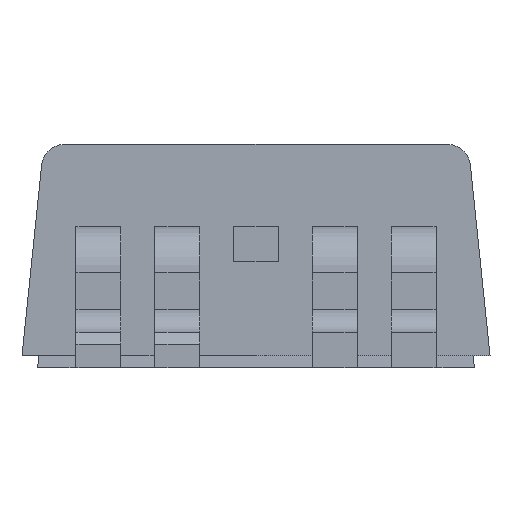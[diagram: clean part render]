
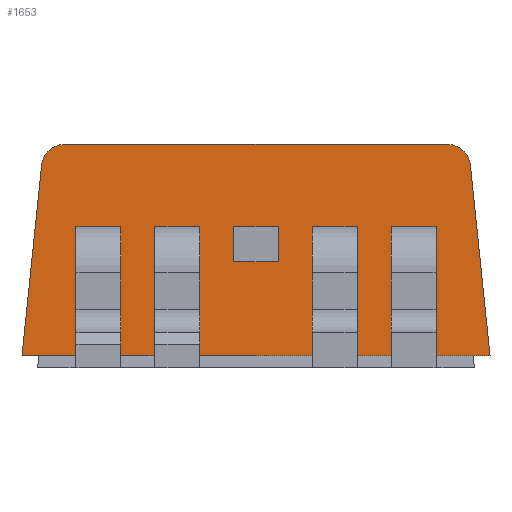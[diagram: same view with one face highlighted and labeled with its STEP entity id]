
A CAD part, front view. The second image highlights one B-rep face of the part: STEP entity #1653.
In plain terms, the highlighted planar face has unit normal (0, -1, 0).
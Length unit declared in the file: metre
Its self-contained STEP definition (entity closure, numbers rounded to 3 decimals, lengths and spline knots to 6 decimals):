
#89=CIRCLE('',#1866,0.0005);
#90=CIRCLE('',#1867,0.0005);
#503=ORIENTED_EDGE('',*,*,#760,.T.);
#504=ORIENTED_EDGE('',*,*,#761,.T.);
#505=ORIENTED_EDGE('',*,*,#762,.F.);
#506=ORIENTED_EDGE('',*,*,#763,.T.);
#507=ORIENTED_EDGE('',*,*,#764,.T.);
#508=ORIENTED_EDGE('',*,*,#765,.T.);
#760=EDGE_CURVE('',#921,#922,#1108,.F.);
#761=EDGE_CURVE('',#922,#923,#89,.F.);
#762=EDGE_CURVE('',#924,#923,#1109,.T.);
#763=EDGE_CURVE('',#924,#925,#90,.F.);
#764=EDGE_CURVE('',#925,#926,#1110,.T.);
#765=EDGE_CURVE('',#926,#921,#1111,.T.);
#921=VERTEX_POINT('',#2789);
#922=VERTEX_POINT('',#2790);
#923=VERTEX_POINT('',#2792);
#924=VERTEX_POINT('',#2794);
#925=VERTEX_POINT('',#2796);
#926=VERTEX_POINT('',#2798);
#1108=LINE('',#2788,#1296);
#1109=LINE('',#2793,#1297);
#1110=LINE('',#2797,#1298);
#1111=LINE('',#2799,#1299);
#1296=VECTOR('',#2301,1.);
#1297=VECTOR('',#2304,1.);
#1298=VECTOR('',#2307,1.);
#1299=VECTOR('',#2308,1.);
#1394=EDGE_LOOP('',(#503,#504,#505,#506,#507,#508));
#1488=FACE_BOUND('',#1394,.T.);
#1566=PLANE('',#1865);
#1653=ADVANCED_FACE('',(#1488),#1566,.F.);
#1865=AXIS2_PLACEMENT_3D('',#2787,#2299,#2300);
#1866=AXIS2_PLACEMENT_3D('',#2791,#2302,#2303);
#1867=AXIS2_PLACEMENT_3D('',#2795,#2305,#2306);
#2299=DIRECTION('',(0.,1.,0.));
#2300=DIRECTION('',(-1.,0.,0.));
#2301=DIRECTION('',(0.102,0.,-0.995));
#2302=DIRECTION('',(0.,1.,0.));
#2303=DIRECTION('',(-1.,0.,0.));
#2304=DIRECTION('',(1.,0.,0.));
#2305=DIRECTION('',(0.,1.,0.));
#2306=DIRECTION('',(-1.,0.,0.));
#2307=DIRECTION('',(-0.102,0.,-0.995));
#2308=DIRECTION('',(1.,0.,0.));
#2787=CARTESIAN_POINT('',(0.,-0.00432,0.004824));
#2788=CARTESIAN_POINT('',(0.00508,-0.00432,-0.000002));
#2789=CARTESIAN_POINT('',(0.005054,-0.00432,0.000254));
#2790=CARTESIAN_POINT('',(0.004631,-0.00432,0.004375));
#2791=CARTESIAN_POINT('',(0.004133,-0.00432,0.004324));
#2792=CARTESIAN_POINT('',(0.004133,-0.00432,0.004824));
#2793=CARTESIAN_POINT('',(0.,-0.00432,0.004824));
#2794=CARTESIAN_POINT('',(-0.004133,-0.00432,0.004824));
#2795=CARTESIAN_POINT('',(-0.004133,-0.00432,0.004324));
#2796=CARTESIAN_POINT('',(-0.004631,-0.00432,0.004375));
#2797=CARTESIAN_POINT('',(-0.004585,-0.00432,0.004824));
#2798=CARTESIAN_POINT('',(-0.005054,-0.00432,0.000254));
#2799=CARTESIAN_POINT('',(0.,-0.00432,0.000254));
